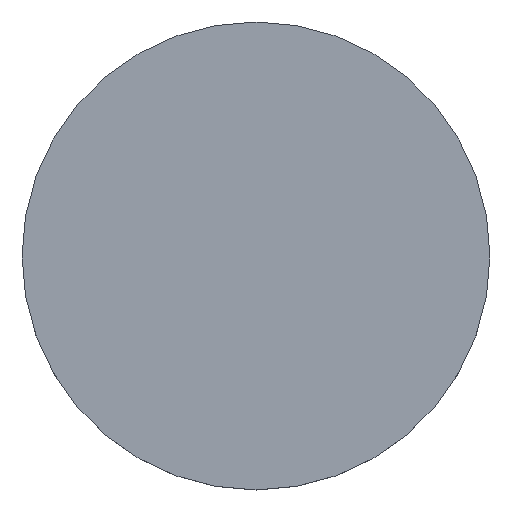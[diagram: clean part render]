
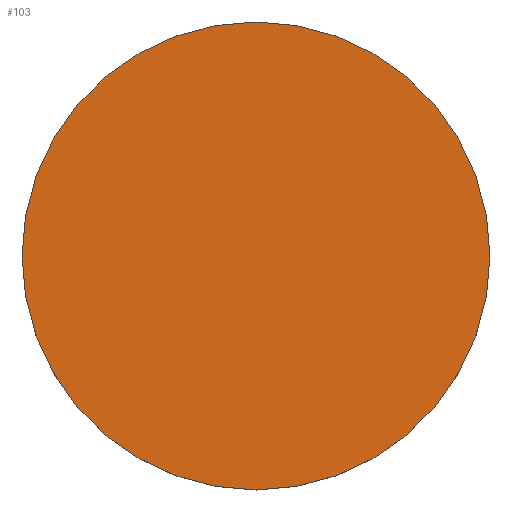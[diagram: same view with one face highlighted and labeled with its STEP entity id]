
A CAD part, top view. The second image highlights one B-rep face of the part: STEP entity #103.
In plain terms, the highlighted planar face has unit normal (0, 0, 1).
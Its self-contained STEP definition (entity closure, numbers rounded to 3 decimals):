
#4 = CARTESIAN_POINT ( 'NONE',  ( 0., 52.02, 5. ) ) ;
#11 = VERTEX_POINT ( 'NONE', #90 ) ;
#21 = VERTEX_POINT ( 'NONE', #184 ) ;
#33 = CARTESIAN_POINT ( 'NONE',  ( 0., 0., 5. ) ) ;
#53 = DIRECTION ( 'NONE',  ( 1., 0., 0. ) ) ;
#54 = EDGE_LOOP ( 'NONE', ( #121, #157 ) ) ;
#65 = FACE_OUTER_BOUND ( 'NONE', #54, .T. ) ;
#68 = AXIS2_PLACEMENT_3D ( 'NONE', #170, #94, #129 ) ;
#74 = DIRECTION ( 'NONE',  ( 0., 0., 1. ) ) ;
#90 = CARTESIAN_POINT ( 'NONE',  ( 25.4, 0., 5. ) ) ;
#94 = DIRECTION ( 'NONE',  ( 0., 0., -1. ) ) ;
#103 = ADVANCED_FACE ( 'NONE', ( #65 ), #220, .T. ) ;
#117 = AXIS2_PLACEMENT_3D ( 'NONE', #33, #210, #53 ) ;
#121 = ORIENTED_EDGE ( 'NONE', *, *, #138, .F. ) ;
#123 = CIRCLE ( 'NONE', #68, 25.4 ) ;
#129 = DIRECTION ( 'NONE',  ( 1., 0., 0. ) ) ;
#138 = EDGE_CURVE ( 'NONE', #11, #21, #215, .T. ) ;
#157 = ORIENTED_EDGE ( 'NONE', *, *, #177, .F. ) ;
#170 = CARTESIAN_POINT ( 'NONE',  ( 0., 0., 5. ) ) ;
#174 = DIRECTION ( 'NONE',  ( 1., 0., 0. ) ) ;
#177 = EDGE_CURVE ( 'NONE', #21, #11, #123, .T. ) ;
#181 = AXIS2_PLACEMENT_3D ( 'NONE', #4, #74, #174 ) ;
#184 = CARTESIAN_POINT ( 'NONE',  ( -25.4, 0., 5. ) ) ;
#210 = DIRECTION ( 'NONE',  ( 0., 0., -1. ) ) ;
#215 = CIRCLE ( 'NONE', #117, 25.4 ) ;
#220 = PLANE ( 'NONE',  #181 ) ;
